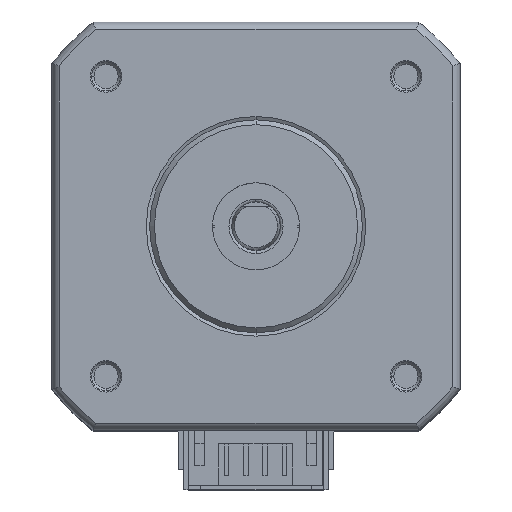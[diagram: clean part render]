
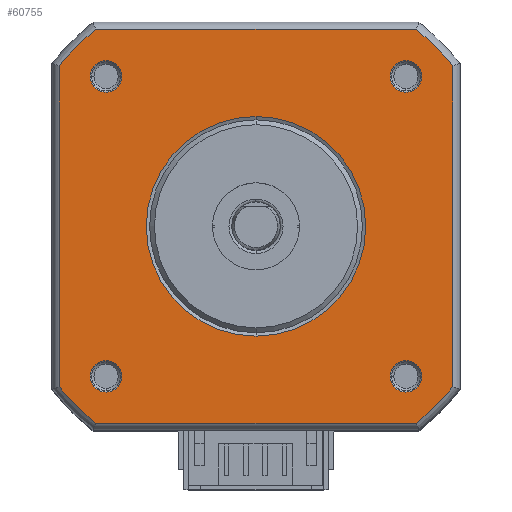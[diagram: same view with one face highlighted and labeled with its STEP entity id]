
A CAD part, top view. The second image highlights one B-rep face of the part: STEP entity #60755.
In plain terms, the highlighted face is planar.
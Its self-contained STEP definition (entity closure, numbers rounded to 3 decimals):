
#57782=CARTESIAN_POINT('',(0.,0.,0.2));
#57783=DIRECTION('',(0.,0.,-1.));
#57784=DIRECTION('',(0.,1.,0.));
#57785=AXIS2_PLACEMENT_3D('',#57782,#57783,#57784);
#57787=CARTESIAN_POINT('',(0.,0.,0.2));
#57788=DIRECTION('',(0.,0.,-1.));
#57789=DIRECTION('',(0.,-1.,0.));
#57790=AXIS2_PLACEMENT_3D('',#57787,#57788,#57789);
#57801=CARTESIAN_POINT('',(-15.5,-15.5,0.2));
#57802=DIRECTION('',(0.,0.,-1.));
#57803=DIRECTION('',(-1.,0.,0.));
#57804=AXIS2_PLACEMENT_3D('',#57801,#57802,#57803);
#57823=CARTESIAN_POINT('',(-15.5,-15.5,0.2));
#57824=DIRECTION('',(0.,0.,-1.));
#57825=DIRECTION('',(1.,0.,0.));
#57826=AXIS2_PLACEMENT_3D('',#57823,#57824,#57825);
#57860=CARTESIAN_POINT('',(15.5,-15.5,0.2));
#57861=DIRECTION('',(0.,0.,-1.));
#57862=DIRECTION('',(0.,-1.,0.));
#57863=AXIS2_PLACEMENT_3D('',#57860,#57861,#57862);
#57874=CARTESIAN_POINT('',(15.5,-15.5,0.2));
#57875=DIRECTION('',(0.,0.,-1.));
#57876=DIRECTION('',(0.,1.,0.));
#57877=AXIS2_PLACEMENT_3D('',#57874,#57875,#57876);
#57929=CARTESIAN_POINT('',(15.5,15.5,0.2));
#57930=DIRECTION('',(0.,0.,-1.));
#57931=DIRECTION('',(1.,0.,0.));
#57932=AXIS2_PLACEMENT_3D('',#57929,#57930,#57931);
#57951=CARTESIAN_POINT('',(15.5,15.5,0.2));
#57952=DIRECTION('',(0.,0.,-1.));
#57953=DIRECTION('',(-1.,0.,0.));
#57954=AXIS2_PLACEMENT_3D('',#57951,#57952,#57953);
#57983=CARTESIAN_POINT('',(-15.5,15.5,0.2));
#57984=DIRECTION('',(0.,0.,-1.));
#57985=DIRECTION('',(0.,1.,0.));
#57986=AXIS2_PLACEMENT_3D('',#57983,#57984,#57985);
#58015=CARTESIAN_POINT('',(-15.5,15.5,0.2));
#58016=DIRECTION('',(0.,0.,-1.));
#58017=DIRECTION('',(0.,-1.,0.));
#58018=AXIS2_PLACEMENT_3D('',#58015,#58016,#58017);
#58048=CARTESIAN_POINT('',(0.,0.,0.2));
#58049=DIRECTION('',(0.,0.,1.));
#58050=DIRECTION('',(0.775,0.632,0.));
#58051=AXIS2_PLACEMENT_3D('',#58048,#58049,#58050);
#58061=DIRECTION('',(0.,-1.,0.));
#58062=VECTOR('',#58061,33.161);
#58063=CARTESIAN_POINT('',(20.348,16.581,0.2));
#58064=LINE('',#58063,#58062);
#58073=CARTESIAN_POINT('',(0.,0.,0.2));
#58074=DIRECTION('',(0.,0.,1.));
#58075=DIRECTION('',(0.632,-0.775,0.));
#58076=AXIS2_PLACEMENT_3D('',#58073,#58074,#58075);
#58086=DIRECTION('',(-1.,0.,0.));
#58087=VECTOR('',#58086,33.161);
#58088=CARTESIAN_POINT('',(16.581,-20.348,0.2));
#58089=LINE('',#58088,#58087);
#58098=CARTESIAN_POINT('',(0.,0.,0.2));
#58099=DIRECTION('',(0.,0.,1.));
#58100=DIRECTION('',(-0.775,-0.632,0.));
#58101=AXIS2_PLACEMENT_3D('',#58098,#58099,#58100);
#58111=DIRECTION('',(0.,1.,0.));
#58112=VECTOR('',#58111,33.161);
#58113=CARTESIAN_POINT('',(-20.348,-16.581,0.2));
#58114=LINE('',#58113,#58112);
#58123=CARTESIAN_POINT('',(0.,0.,0.2));
#58124=DIRECTION('',(0.,0.,1.));
#58125=DIRECTION('',(-0.632,0.775,0.));
#58126=AXIS2_PLACEMENT_3D('',#58123,#58124,#58125);
#58136=DIRECTION('',(1.,0.,0.));
#58137=VECTOR('',#58136,33.161);
#58138=CARTESIAN_POINT('',(-16.581,20.348,0.2));
#58139=LINE('',#58138,#58137);
#58563=CARTESIAN_POINT('',(-17.13,-15.5,0.2));
#58564=CARTESIAN_POINT('',(-13.87,-15.5,0.2));
#58565=VERTEX_POINT('',#58563);
#58566=VERTEX_POINT('',#58564);
#58567=CARTESIAN_POINT('',(15.5,-17.13,0.2));
#58568=CARTESIAN_POINT('',(15.5,-13.87,0.2));
#58569=VERTEX_POINT('',#58567);
#58570=VERTEX_POINT('',#58568);
#58571=CARTESIAN_POINT('',(17.13,15.5,0.2));
#58572=CARTESIAN_POINT('',(13.87,15.5,0.2));
#58573=VERTEX_POINT('',#58571);
#58574=VERTEX_POINT('',#58572);
#58575=CARTESIAN_POINT('',(-15.5,17.13,0.2));
#58576=CARTESIAN_POINT('',(-15.5,13.87,0.2));
#58577=VERTEX_POINT('',#58575);
#58578=VERTEX_POINT('',#58576);
#58579=CARTESIAN_POINT('',(20.348,16.581,0.2));
#58580=CARTESIAN_POINT('',(16.581,20.348,0.2));
#58581=VERTEX_POINT('',#58579);
#58582=VERTEX_POINT('',#58580);
#58583=CARTESIAN_POINT('',(-16.581,20.348,0.2));
#58584=VERTEX_POINT('',#58583);
#58585=CARTESIAN_POINT('',(-20.348,16.581,0.2));
#58586=VERTEX_POINT('',#58585);
#58587=CARTESIAN_POINT('',(-20.348,-16.581,0.2));
#58588=VERTEX_POINT('',#58587);
#58589=CARTESIAN_POINT('',(-16.581,-20.348,0.2));
#58590=VERTEX_POINT('',#58589);
#58591=CARTESIAN_POINT('',(16.581,-20.348,0.2));
#58592=VERTEX_POINT('',#58591);
#58593=CARTESIAN_POINT('',(20.348,-16.581,0.2));
#58594=VERTEX_POINT('',#58593);
#58751=CARTESIAN_POINT('',(0.,11.346,0.2));
#58752=CARTESIAN_POINT('',(0.,-11.346,0.2));
#58753=VERTEX_POINT('',#58751);
#58754=VERTEX_POINT('',#58752);
#60703=CARTESIAN_POINT('',(0.,0.,0.2));
#60704=DIRECTION('',(0.,0.,-1.));
#60705=DIRECTION('',(-1.,0.,0.));
#60706=AXIS2_PLACEMENT_3D('',#60703,#60704,#60705);
#60707=PLANE('',#60706);
#60709=ORIENTED_EDGE('',*,*,#60708,.T.);
#60711=ORIENTED_EDGE('',*,*,#60710,.F.);
#60713=ORIENTED_EDGE('',*,*,#60712,.T.);
#60715=ORIENTED_EDGE('',*,*,#60714,.F.);
#60717=ORIENTED_EDGE('',*,*,#60716,.T.);
#60719=ORIENTED_EDGE('',*,*,#60718,.F.);
#60721=ORIENTED_EDGE('',*,*,#60720,.T.);
#60723=ORIENTED_EDGE('',*,*,#60722,.F.);
#60724=EDGE_LOOP('',(#60709,#60711,#60713,#60715,#60717,#60719,#60721,#60723));
#60725=FACE_OUTER_BOUND('',#60724,.F.);
#60727=ORIENTED_EDGE('',*,*,#60726,.T.);
#60729=ORIENTED_EDGE('',*,*,#60728,.T.);
#60730=EDGE_LOOP('',(#60727,#60729));
#60731=FACE_BOUND('',#60730,.F.);
#60733=ORIENTED_EDGE('',*,*,#60732,.T.);
#60735=ORIENTED_EDGE('',*,*,#60734,.T.);
#60736=EDGE_LOOP('',(#60733,#60735));
#60737=FACE_BOUND('',#60736,.F.);
#60739=ORIENTED_EDGE('',*,*,#60738,.T.);
#60741=ORIENTED_EDGE('',*,*,#60740,.T.);
#60742=EDGE_LOOP('',(#60739,#60741));
#60743=FACE_BOUND('',#60742,.F.);
#60745=ORIENTED_EDGE('',*,*,#60744,.T.);
#60747=ORIENTED_EDGE('',*,*,#60746,.T.);
#60748=EDGE_LOOP('',(#60745,#60747));
#60749=FACE_BOUND('',#60748,.F.);
#60751=ORIENTED_EDGE('',*,*,#60750,.T.);
#60752=ORIENTED_EDGE('',*,*,#60693,.T.);
#60753=EDGE_LOOP('',(#60751,#60752));
#60754=FACE_BOUND('',#60753,.F.);
#60755=ADVANCED_FACE('',(#60725,#60731,#60737,#60743,#60749,#60754),#60707,.T.);
#57786=CIRCLE('',#57785,11.346);
#57791=CIRCLE('',#57790,11.346);
#57805=CIRCLE('',#57804,1.63);
#57827=CIRCLE('',#57826,1.63);
#57864=CIRCLE('',#57863,1.63);
#57878=CIRCLE('',#57877,1.63);
#57933=CIRCLE('',#57932,1.63);
#57955=CIRCLE('',#57954,1.63);
#57987=CIRCLE('',#57986,1.63);
#58019=CIRCLE('',#58018,1.63);
#58052=CIRCLE('',#58051,26.248);
#58077=CIRCLE('',#58076,26.248);
#58102=CIRCLE('',#58101,26.248);
#58127=CIRCLE('',#58126,26.248);
#60693=EDGE_CURVE('',#58754,#58753,#57791,.T.);
#60708=EDGE_CURVE('',#58581,#58582,#58052,.T.);
#60710=EDGE_CURVE('',#58584,#58582,#58139,.T.);
#60712=EDGE_CURVE('',#58584,#58586,#58127,.T.);
#60714=EDGE_CURVE('',#58588,#58586,#58114,.T.);
#60716=EDGE_CURVE('',#58588,#58590,#58102,.T.);
#60718=EDGE_CURVE('',#58592,#58590,#58089,.T.);
#60720=EDGE_CURVE('',#58592,#58594,#58077,.T.);
#60722=EDGE_CURVE('',#58581,#58594,#58064,.T.);
#60726=EDGE_CURVE('',#58569,#58570,#57864,.T.);
#60728=EDGE_CURVE('',#58570,#58569,#57878,.T.);
#60732=EDGE_CURVE('',#58573,#58574,#57933,.T.);
#60734=EDGE_CURVE('',#58574,#58573,#57955,.T.);
#60738=EDGE_CURVE('',#58577,#58578,#57987,.T.);
#60740=EDGE_CURVE('',#58578,#58577,#58019,.T.);
#60744=EDGE_CURVE('',#58565,#58566,#57805,.T.);
#60746=EDGE_CURVE('',#58566,#58565,#57827,.T.);
#60750=EDGE_CURVE('',#58753,#58754,#57786,.T.);
